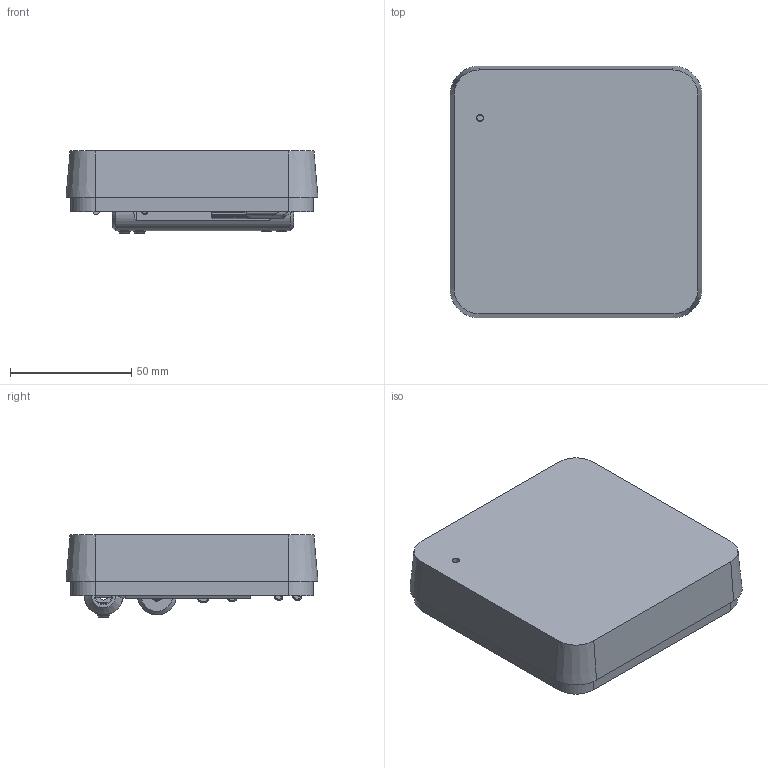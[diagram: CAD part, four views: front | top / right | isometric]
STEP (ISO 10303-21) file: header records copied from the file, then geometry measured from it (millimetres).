
FILE_DESCRIPTION (( 'STEP AP203' ), '1' );
FILE_NAME ('SET.3.step', '2024-04-24T07:15:16', ( '' ), ( '' ), 'SwSTEP 2.0', 'SolidWorks 2022', '' );
FILE_SCHEMA (( 'CONFIG_CONTROL_DESIGN' ));
Length unit declared in the file: millimetre
Products named in the file (13): 676.0016-D_.0012-D; SET.3; 111.645; R050.4-16; 676.0016-D_montiert; R050.3-16; A.GST004; R050.6-22; VP00000079; R050.5-20; 645.0016-D_.0012-D; A.ZST004; 645.0016-D_montiert
Assembly tree (22 placements, depth 3):
  SET.3
    VP00000079
    676.0016-D_montiert
      676.0016-D_.0012-D
      A.ZST004  x2
      A.GST004  x4
    645.0016-D_montiert
      645.0016-D_.0012-D
      A.ZST004  x2
      A.GST004  x4
    R050.6-22
    R050.5-20
    R050.4-16
    R050.3-16
    111.645
Bounding box: 104 x 104 x 33.85 mm (x, y, z)
Volume: 231766.6 mm3; surface area: 54248.6 mm2
Topology: 20 solids, 20 shells, 514 faces, 1295 edges, 822 vertices
Faces by surface type: plane 304, cylinder 125, cone 48, torus 19, bspline 10, sphere 8
Full cylindrical faces by diameter (mm): 2 x12, 2.9 x1, 3.7 x2, 4 x1, 4.2 x8, 5 x9, 6 x1, 7 x1, 16 x2
Entity records: 14591 total; most frequent: CARTESIAN_POINT 4194, ORIENTED_EDGE 1854, DIRECTION 1662, EDGE_CURVE 927, VERTEX_POINT 629, LINE 598, VECTOR 598, AXIS2_PLACEMENT_3D 532
